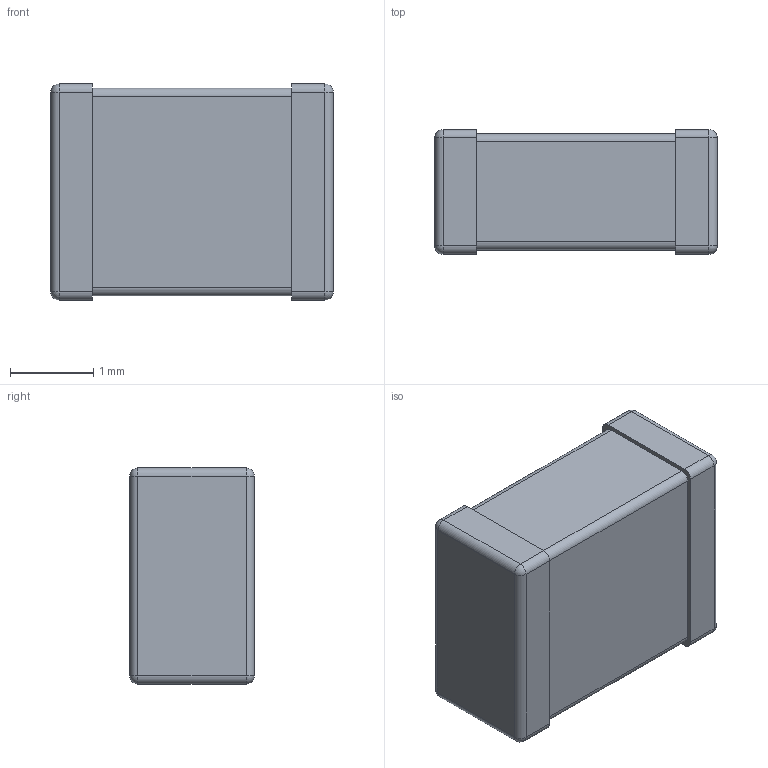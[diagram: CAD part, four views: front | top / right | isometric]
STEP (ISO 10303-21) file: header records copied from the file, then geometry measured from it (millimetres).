
FILE_DESCRIPTION(('FreeCAD Model'),'2;1');
FILE_NAME('C1210.step' ,'2017-01-08T21:10:07',('Author'),(''), 'Open CASCADE STEP processor 6.8','FreeCAD','Unknown');
FILE_SCHEMA(('CONFIG_CONTROL_DESIGN','SHAPE_APPEARANCE_LAYER_MIM'));
Length unit declared in the file: millimetre
Products named in the file (2): ASSEMBLY; CAP1210
Assembly tree (1 placements, depth 2):
  ASSEMBLY
    CAP1210
Bounding box: 3.4 x 1.5 x 2.6 mm (x, y, z)
Volume: 12.2 mm3; surface area: 34.2 mm2
Topology: 1 solids, 1 shells, 44 faces, 104 edges, 56 vertices
Faces by surface type: cylinder 20, plane 16, sphere 8
Entity records: 5134 total; most frequent: CARTESIAN_POINT 2934, DIRECTION 308, ORIENTED_EDGE 192, PCURVE 192, DEFINITIONAL_REPRESENTATION 192, LINE 128, VECTOR 128, B_SPLINE_CURVE_WITH_KNOTS 104
